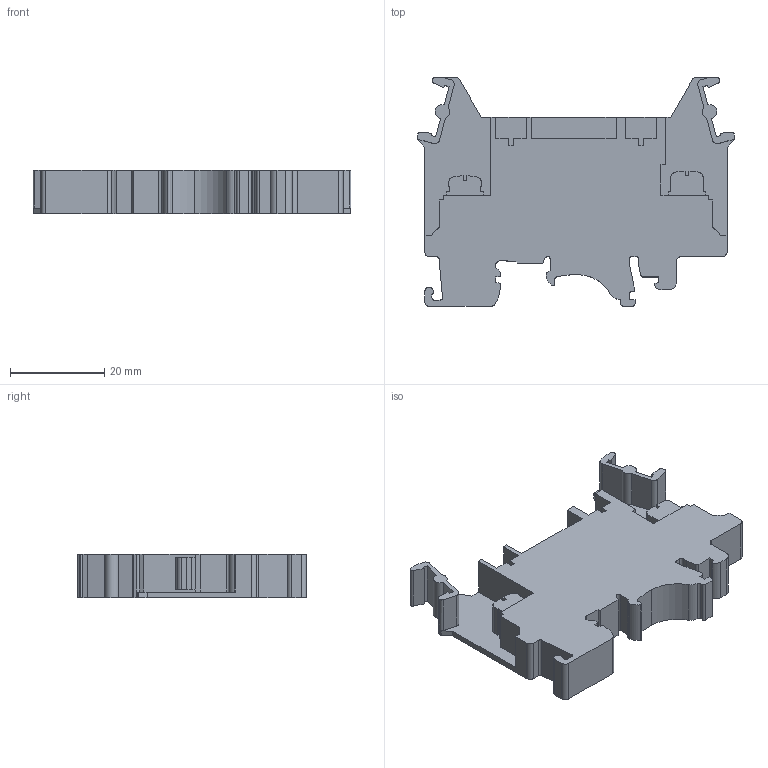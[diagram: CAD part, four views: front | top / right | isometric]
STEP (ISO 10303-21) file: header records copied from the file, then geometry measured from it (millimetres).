
FILE_DESCRIPTION((''),'2;1');
FILE_NAME('2_5S','2023-11-07T',('dell'),(''),'PRO/ENGINEER BY PARAMETRIC TECHNOLOGY CORPORATION, 2013230','PRO/ENGINEER BY PARAMETRIC TECHNOLOGY CORPORATION, 2013230','');
FILE_SCHEMA(('AUTOMOTIVE_DESIGN { 1 0 10303 214 1 1 1 1 }'));
Length unit declared in the file: millimetre
Products named in the file (1): 2_5S
Bounding box: 67.33 x 48.4 x 9.2 mm (x, y, z)
Volume: 15928.8 mm3; surface area: 8232.5 mm2
Topology: 1 solids, 1 shells, 206 faces, 606 edges, 404 vertices
Faces by surface type: plane 145, cylinder 61
Entity records: 6912 total; most frequent: CARTESIAN_POINT 1227, ORIENTED_EDGE 1212, DIRECTION 1138, EDGE_CURVE 606, VECTOR 478, LINE 478, VERTEX_POINT 404, AXIS2_PLACEMENT_3D 330
